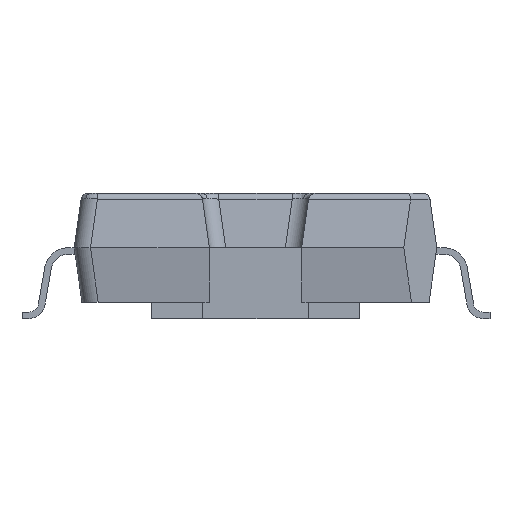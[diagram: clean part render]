
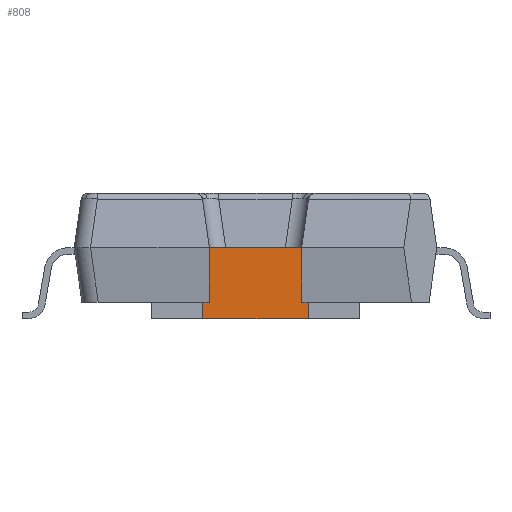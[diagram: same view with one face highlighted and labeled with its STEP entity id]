
A CAD part, left-side view. The second image highlights one B-rep face of the part: STEP entity #808.
In plain terms, the highlighted planar face has unit normal (-1, 0, 0).
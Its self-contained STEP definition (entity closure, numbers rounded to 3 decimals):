
#186 = DIRECTION ( 'NONE',  ( 0., 0., 1. ) ) ;
#376 = CARTESIAN_POINT ( 'NONE',  ( -7.718, 1.6, -2.15 ) ) ;
#757 = VERTEX_POINT ( 'NONE', #15267 ) ;
#763 = CARTESIAN_POINT ( 'NONE',  ( -7.718, -1.6, -2.15 ) ) ;
#808 = ADVANCED_FACE ( 'NONE', ( #14456 ), #1816, .F. ) ;
#1085 = DIRECTION ( 'NONE',  ( 0., 0., -1. ) ) ;
#1327 = ORIENTED_EDGE ( 'NONE', *, *, #9026, .F. ) ;
#1816 = PLANE ( 'NONE',  #4644 ) ;
#2038 = DIRECTION ( 'NONE',  ( 0., -1., 0. ) ) ;
#2547 = VERTEX_POINT ( 'NONE', #10961 ) ;
#2550 = VECTOR ( 'NONE', #4275, 1000. ) ;
#2565 = CARTESIAN_POINT ( 'NONE',  ( -7.718, -1.4, -1.65 ) ) ;
#3451 = VECTOR ( 'NONE', #1085, 1000. ) ;
#3859 = EDGE_LOOP ( 'NONE', ( #12104, #11336, #11021, #6582, #11869, #13751, #8463, #1327 ) ) ;
#4275 = DIRECTION ( 'NONE',  ( 0., 1., 0. ) ) ;
#4644 = AXIS2_PLACEMENT_3D ( 'NONE', #6839, #11809, #5597 ) ;
#4765 = CARTESIAN_POINT ( 'NONE',  ( -7.718, 1.6, -1.65 ) ) ;
#5597 = DIRECTION ( 'NONE',  ( 0., 1., 0. ) ) ;
#5823 = VECTOR ( 'NONE', #15415, 1000. ) ;
#5843 = LINE ( 'NONE', #8547, #9634 ) ;
#5853 = VERTEX_POINT ( 'NONE', #2565 ) ;
#6219 = VERTEX_POINT ( 'NONE', #6999 ) ;
#6316 = EDGE_CURVE ( 'NONE', #14453, #14955, #5843, .T. ) ;
#6391 = LINE ( 'NONE', #12684, #6970 ) ;
#6582 = ORIENTED_EDGE ( 'NONE', *, *, #15774, .F. ) ;
#6839 = CARTESIAN_POINT ( 'NONE',  ( -7.718, 1.6, -2.15 ) ) ;
#6970 = VECTOR ( 'NONE', #186, 1000. ) ;
#6999 = CARTESIAN_POINT ( 'NONE',  ( -7.718, 1.6, -1.65 ) ) ;
#7101 = VERTEX_POINT ( 'NONE', #13048 ) ;
#7381 = LINE ( 'NONE', #12356, #13131 ) ;
#7744 = LINE ( 'NONE', #12729, #2550 ) ;
#8463 = ORIENTED_EDGE ( 'NONE', *, *, #8588, .F. ) ;
#8541 = CARTESIAN_POINT ( 'NONE',  ( -7.718, 1.4, -2.15 ) ) ;
#8547 = CARTESIAN_POINT ( 'NONE',  ( -7.718, 0.9, 0. ) ) ;
#8588 = EDGE_CURVE ( 'NONE', #11369, #757, #11997, .T. ) ;
#8710 = DIRECTION ( 'NONE',  ( 0., 0., 1. ) ) ;
#9026 = EDGE_CURVE ( 'NONE', #5853, #11369, #13424, .T. ) ;
#9634 = VECTOR ( 'NONE', #12133, 1000. ) ;
#9939 = LINE ( 'NONE', #8541, #10197 ) ;
#10197 = VECTOR ( 'NONE', #8710, 1000. ) ;
#10401 = CARTESIAN_POINT ( 'NONE',  ( -7.718, -1.4, 0. ) ) ;
#10802 = EDGE_CURVE ( 'NONE', #5853, #14955, #6391, .T. ) ;
#10961 = CARTESIAN_POINT ( 'NONE',  ( -7.718, 1.6, -2.15 ) ) ;
#11021 = ORIENTED_EDGE ( 'NONE', *, *, #15493, .F. ) ;
#11315 = EDGE_CURVE ( 'NONE', #757, #2547, #7744, .T. ) ;
#11336 = ORIENTED_EDGE ( 'NONE', *, *, #6316, .F. ) ;
#11369 = VERTEX_POINT ( 'NONE', #15448 ) ;
#11421 = CARTESIAN_POINT ( 'NONE',  ( -7.718, 1.4, 0. ) ) ;
#11622 = LINE ( 'NONE', #376, #5823 ) ;
#11809 = DIRECTION ( 'NONE',  ( 1., 0., 0. ) ) ;
#11869 = ORIENTED_EDGE ( 'NONE', *, *, #14127, .F. ) ;
#11997 = LINE ( 'NONE', #763, #3451 ) ;
#12104 = ORIENTED_EDGE ( 'NONE', *, *, #10802, .T. ) ;
#12133 = DIRECTION ( 'NONE',  ( 0., -1., 0. ) ) ;
#12356 = CARTESIAN_POINT ( 'NONE',  ( -7.718, 5.5, -1.65 ) ) ;
#12684 = CARTESIAN_POINT ( 'NONE',  ( -7.718, -1.4, -14.2 ) ) ;
#12729 = CARTESIAN_POINT ( 'NONE',  ( -7.718, 1.6, -2.15 ) ) ;
#13048 = CARTESIAN_POINT ( 'NONE',  ( -7.718, 1.4, -1.65 ) ) ;
#13131 = VECTOR ( 'NONE', #2038, 1000. ) ;
#13199 = VECTOR ( 'NONE', #15790, 1000. ) ;
#13424 = LINE ( 'NONE', #4765, #13199 ) ;
#13751 = ORIENTED_EDGE ( 'NONE', *, *, #11315, .F. ) ;
#14127 = EDGE_CURVE ( 'NONE', #2547, #6219, #11622, .T. ) ;
#14453 = VERTEX_POINT ( 'NONE', #11421 ) ;
#14456 = FACE_OUTER_BOUND ( 'NONE', #3859, .T. ) ;
#14955 = VERTEX_POINT ( 'NONE', #10401 ) ;
#15267 = CARTESIAN_POINT ( 'NONE',  ( -7.718, -1.6, -2.15 ) ) ;
#15415 = DIRECTION ( 'NONE',  ( 0., 0., 1. ) ) ;
#15448 = CARTESIAN_POINT ( 'NONE',  ( -7.718, -1.6, -1.65 ) ) ;
#15493 = EDGE_CURVE ( 'NONE', #7101, #14453, #9939, .T. ) ;
#15774 = EDGE_CURVE ( 'NONE', #6219, #7101, #7381, .T. ) ;
#15790 = DIRECTION ( 'NONE',  ( 0., -1., 0. ) ) ;
